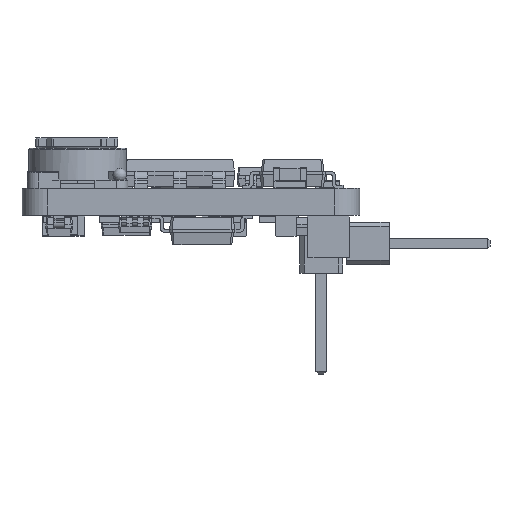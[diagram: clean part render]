
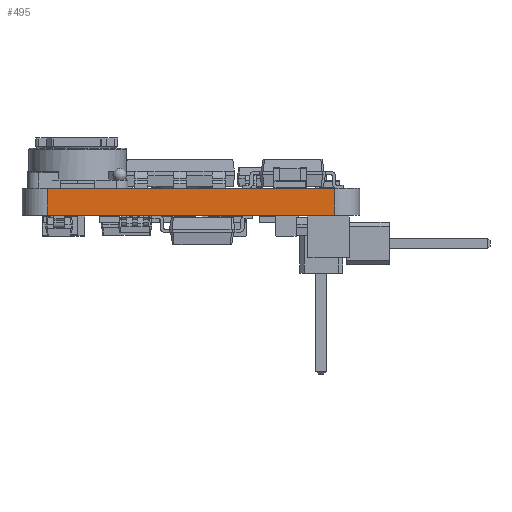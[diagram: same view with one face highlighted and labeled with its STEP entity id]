
A CAD part, left-side view. The second image highlights one B-rep face of the part: STEP entity #495.
In plain terms, the highlighted planar face has unit normal (-1, 0.001, 0).
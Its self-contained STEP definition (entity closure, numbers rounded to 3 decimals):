
#437 = VERTEX_POINT('',#438);
#438 = CARTESIAN_POINT('',(120.941,-58.904,-1.6));
#445 = EDGE_CURVE('',#446,#437,#448,.T.);
#446 = VERTEX_POINT('',#447);
#447 = CARTESIAN_POINT('',(120.941,-58.904,0.));
#448 = LINE('',#449,#450);
#449 = CARTESIAN_POINT('',(120.941,-58.904,0.));
#450 = VECTOR('',#451,1.);
#451 = DIRECTION('',(0.,0.,-1.));
#495 = ADVANCED_FACE('',(#496),#521,.F.);
#496 = FACE_BOUND('',#497,.F.);
#497 = EDGE_LOOP('',(#498,#508,#514,#515));
#498 = ORIENTED_EDGE('',*,*,#499,.T.);
#499 = EDGE_CURVE('',#500,#502,#504,.T.);
#500 = VERTEX_POINT('',#501);
#501 = CARTESIAN_POINT('',(120.928,-76.,0.));
#502 = VERTEX_POINT('',#503);
#503 = CARTESIAN_POINT('',(120.928,-76.,-1.6));
#504 = LINE('',#505,#506);
#505 = CARTESIAN_POINT('',(120.928,-76.,0.));
#506 = VECTOR('',#507,1.);
#507 = DIRECTION('',(0.,0.,-1.));
#508 = ORIENTED_EDGE('',*,*,#509,.T.);
#509 = EDGE_CURVE('',#502,#437,#510,.T.);
#510 = LINE('',#511,#512);
#511 = CARTESIAN_POINT('',(120.928,-76.,-1.6));
#512 = VECTOR('',#513,1.);
#513 = DIRECTION('',(0.001,1.,0.));
#514 = ORIENTED_EDGE('',*,*,#445,.F.);
#515 = ORIENTED_EDGE('',*,*,#516,.F.);
#516 = EDGE_CURVE('',#500,#446,#517,.T.);
#517 = LINE('',#518,#519);
#518 = CARTESIAN_POINT('',(120.928,-76.,0.));
#519 = VECTOR('',#520,1.);
#520 = DIRECTION('',(0.001,1.,0.));
#521 = PLANE('',#522);
#522 = AXIS2_PLACEMENT_3D('',#523,#524,#525);
#523 = CARTESIAN_POINT('',(120.928,-76.,0.));
#524 = DIRECTION('',(1.,-0.001,0.));
#525 = DIRECTION('',(0.001,1.,0.));
